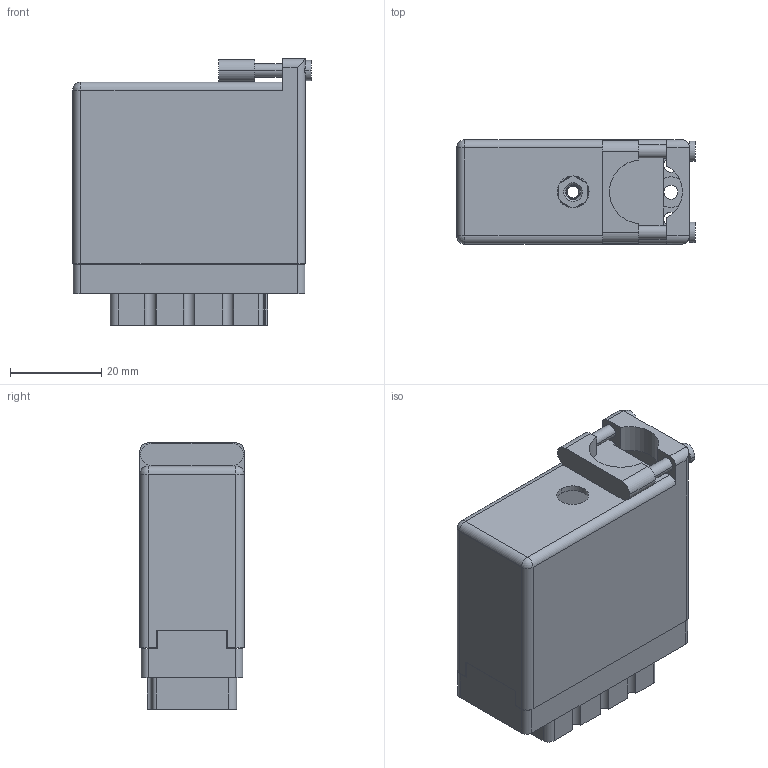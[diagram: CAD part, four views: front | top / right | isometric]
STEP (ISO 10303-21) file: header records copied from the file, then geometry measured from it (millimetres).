
FILE_DESCRIPTION (( 'STEP AP203' ), '1' );
FILE_NAME ('516-038-000-466.STEP', '2020-03-04T22:09:36', ( '' ), ( '' ), 'SwSTEP 2.0', 'SolidWorks 2016', '' );
FILE_SCHEMA (( 'CONFIG_CONTROL_DESIGN' ));
Length unit declared in the file: inch
Products named in the file (4): 516-038-000-466; 516-252-035-100_516-252-035-100; 516 Part Receptacle_038; 516-230-001_Metal - 038 Top Entry
Assembly tree (3 placements, depth 2):
  516-038-000-466
    516 Part Receptacle_038
    516-230-001_Metal - 038 Top Entry
    516-252-035-100_516-252-035-100
Bounding box: 52.27 x 22.83 x 58.34 mm (x, y, z)
Volume: 19771.2 mm3; surface area: 28955.2 mm2
Topology: 3 solids, 3 shells, 1033 faces, 3010 edges, 1998 vertices
Faces by surface type: plane 681, cylinder 332, cone 12, bspline 6, sphere 2
Entity records: 37117 total; most frequent: CARTESIAN_POINT 8533, ORIENTED_EDGE 6016, DIRECTION 5823, EDGE_CURVE 3008, LINE 2147, VECTOR 2147, VERTEX_POINT 1998, AXIS2_PLACEMENT_3D 1838
